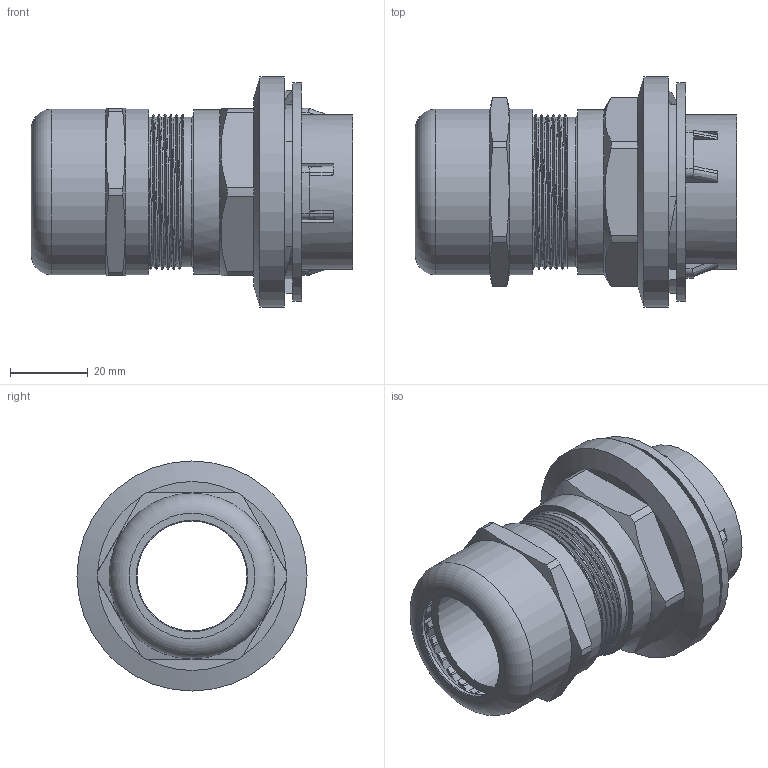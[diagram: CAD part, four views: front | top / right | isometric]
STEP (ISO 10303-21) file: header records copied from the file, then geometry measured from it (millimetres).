
FILE_DESCRIPTION(/* description */ ('Front-Fix M40'),/* implementation_level */ '2;1');
FILE_NAME(/* name */ 'FRONTFIX6040-RST.stp',/* time_stamp */ '2021-07-14T15:43:36+02:00',/* author */ ('sl'),/* organization */ (''),/* preprocessor_version */ 'ST-DEVELOPER v16.5',/* originating_system */ 'Autodesk Inventor 2017',/* authorisation */ '');
FILE_SCHEMA (('AUTOMOTIVE_DESIGN { 1 0 10303 214 3 1 1 }'));
Length unit declared in the file: millimetre
Products named in the file (8): FRONTFIX6040; FRONTFIX6040_1; FRONTFIX6040_2; FRONTFIX6040_3; FRONTFIX6040_4; FRONTFIX6040_5; FRONTFIX6040_6; FRONTFIX6040_7
Assembly tree (7 placements, depth 2):
  FRONTFIX6040
    FRONTFIX6040_1
    FRONTFIX6040_2
    FRONTFIX6040_3
    FRONTFIX6040_4
    FRONTFIX6040_5
    FRONTFIX6040_6
    FRONTFIX6040_7
Bounding box: 82.48 x 59.05 x 59.05 mm (x, y, z)
Volume: 52247.9 mm3; surface area: 53059.5 mm2
Topology: 7 solids, 7 shells, 541 faces, 1482 edges, 965 vertices
Faces by surface type: plane 319, cylinder 141, torus 36, cone 23, bspline 22
Full cylindrical faces by diameter (mm): 28.22 x1, 28.42 x2, 28.48 x4, 28.77 x5, 31.13 x1, 32 x1, 32.38 x1, 32.5 x1, 33.16 x1, 33.83 x1, 34.52 x1, 34.65 x1, 37.63 x1, 37.65 x1, 38.188 x4, 38.348 x7, 38.4 x14, 38.58 x4, 39.63 x1, 40.45 x1, 42.28 x1, 42.53 x2, 50.9 x1, 56.06 x1, 56.29 x1, 59.05 x1
Entity records: 22279 total; most frequent: CARTESIAN_POINT 9326, DIRECTION 2700, ORIENTED_EDGE 2638, EDGE_CURVE 1319, AXIS2_PLACEMENT_3D 1032, VERTEX_POINT 892, LINE 636, VECTOR 636
